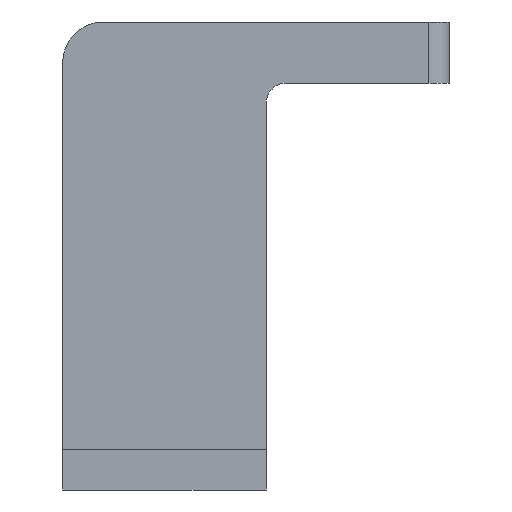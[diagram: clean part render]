
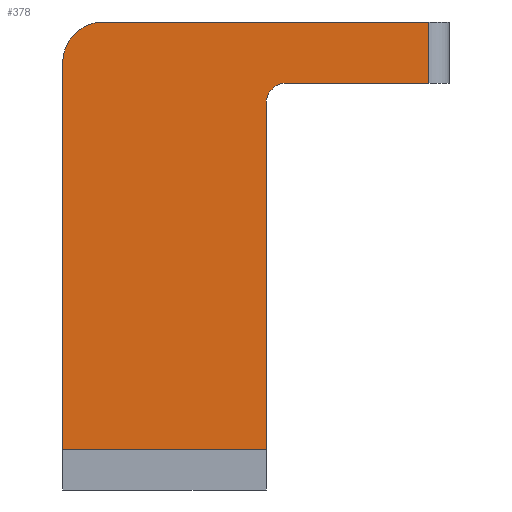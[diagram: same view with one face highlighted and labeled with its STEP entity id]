
A CAD part, front view. The second image highlights one B-rep face of the part: STEP entity #378.
In plain terms, the highlighted planar face has unit normal (0, -1, 0).
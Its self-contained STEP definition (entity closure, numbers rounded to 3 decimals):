
#22=PLANE('',#421);
#37=FACE_OUTER_BOUND('',#58,.T.);
#58=EDGE_LOOP('',(#300,#301,#302,#303,#304,#305,#306,#307));
#83=LINE('',#583,#123);
#91=LINE('',#606,#131);
#93=LINE('',#612,#133);
#96=LINE('',#619,#136);
#97=LINE('',#623,#137);
#98=LINE('',#624,#138);
#123=VECTOR('',#468,10.);
#131=VECTOR('',#486,10.);
#133=VECTOR('',#492,10.);
#136=VECTOR('',#499,10.);
#137=VECTOR('',#502,10.);
#138=VECTOR('',#503,10.);
#161=CIRCLE('',#422,2.);
#162=CIRCLE('',#423,1.);
#178=VERTEX_POINT('',#580);
#179=VERTEX_POINT('',#582);
#188=VERTEX_POINT('',#603);
#189=VERTEX_POINT('',#605);
#191=VERTEX_POINT('',#611);
#193=VERTEX_POINT('',#618);
#194=VERTEX_POINT('',#620);
#195=VERTEX_POINT('',#622);
#217=EDGE_CURVE('',#179,#178,#83,.T.);
#228=EDGE_CURVE('',#188,#189,#91,.T.);
#231=EDGE_CURVE('',#189,#191,#93,.T.);
#235=EDGE_CURVE('',#193,#188,#96,.F.);
#236=EDGE_CURVE('',#194,#193,#161,.F.);
#237=EDGE_CURVE('',#195,#194,#97,.F.);
#238=EDGE_CURVE('',#195,#179,#98,.F.);
#239=EDGE_CURVE('',#191,#178,#162,.F.);
#300=ORIENTED_EDGE('',*,*,#228,.F.);
#301=ORIENTED_EDGE('',*,*,#235,.F.);
#302=ORIENTED_EDGE('',*,*,#236,.F.);
#303=ORIENTED_EDGE('',*,*,#237,.F.);
#304=ORIENTED_EDGE('',*,*,#238,.T.);
#305=ORIENTED_EDGE('',*,*,#217,.T.);
#306=ORIENTED_EDGE('',*,*,#239,.F.);
#307=ORIENTED_EDGE('',*,*,#231,.F.);
#378=ADVANCED_FACE('',(#37),#22,.T.);
#421=AXIS2_PLACEMENT_3D('',#617,#497,#498);
#422=AXIS2_PLACEMENT_3D('',#621,#500,#501);
#423=AXIS2_PLACEMENT_3D('',#625,#504,#505);
#468=DIRECTION('',(0.,0.,1.));
#486=DIRECTION('',(0.,0.,-1.));
#492=DIRECTION('',(-1.,0.,0.));
#497=DIRECTION('center_axis',(0.,-1.,0.));
#498=DIRECTION('ref_axis',(1.,0.,0.));
#499=DIRECTION('',(-1.,0.,0.));
#500=DIRECTION('center_axis',(0.,-1.,0.));
#501=DIRECTION('ref_axis',(-0.707,0.,0.707));
#502=DIRECTION('',(0.,0.,-1.));
#503=DIRECTION('',(-1.,0.,0.));
#504=DIRECTION('center_axis',(0.,1.,0.));
#505=DIRECTION('ref_axis',(-0.707,0.,0.707));
#580=CARTESIAN_POINT('',(-238.25,256.787,34.));
#582=CARTESIAN_POINT('',(-238.25,256.787,17.));
#583=CARTESIAN_POINT('',(-238.25,256.787,17.));
#603=CARTESIAN_POINT('',(-230.25,256.787,38.));
#605=CARTESIAN_POINT('',(-230.25,256.787,35.));
#606=CARTESIAN_POINT('',(-230.25,256.787,26.));
#611=CARTESIAN_POINT('',(-237.25,256.787,35.));
#612=CARTESIAN_POINT('',(-243.5,256.787,35.));
#617=CARTESIAN_POINT('Origin',(-248.25,256.787,17.));
#618=CARTESIAN_POINT('',(-246.25,256.787,38.));
#619=CARTESIAN_POINT('',(-243.5,256.787,38.));
#620=CARTESIAN_POINT('',(-248.25,256.787,36.));
#621=CARTESIAN_POINT('Origin',(-246.25,256.787,36.));
#622=CARTESIAN_POINT('',(-248.25,256.787,17.));
#623=CARTESIAN_POINT('',(-248.25,256.787,17.));
#624=CARTESIAN_POINT('',(-245.75,256.787,17.));
#625=CARTESIAN_POINT('Origin',(-237.25,256.787,34.));
